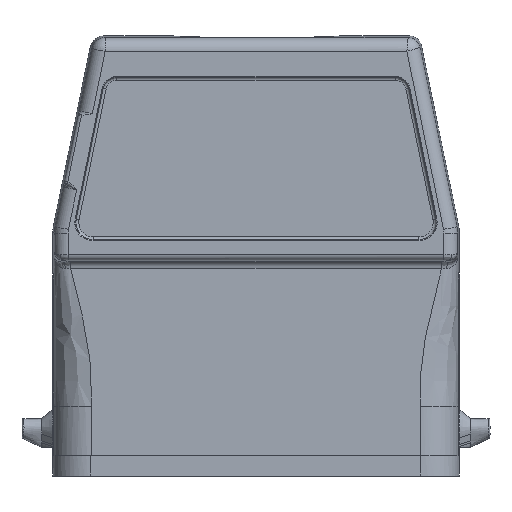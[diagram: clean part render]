
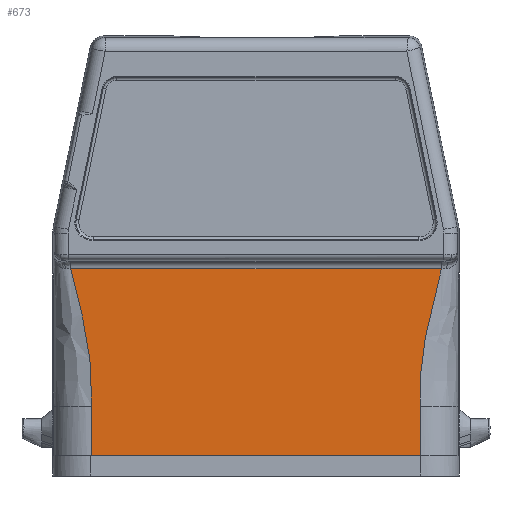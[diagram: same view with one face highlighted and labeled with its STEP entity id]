
A CAD part, front view. The second image highlights one B-rep face of the part: STEP entity #673.
In plain terms, the highlighted planar face has unit normal (0, -1, 0).
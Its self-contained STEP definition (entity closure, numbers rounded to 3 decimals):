
#673=ADVANCED_FACE('',(#1113),#934,.T.);
#934=PLANE('',#5888);
#1113=FACE_OUTER_BOUND('',#1449,.T.);
#1449=EDGE_LOOP('',(#2761,#2762,#2763,#2764,#2765,#2766));
#1847=B_SPLINE_CURVE_WITH_KNOTS('',3,(#10225,#10226,#10227,#10228,#10229,
#10230,#10231,#10232),.UNSPECIFIED.,.F.,.F.,(4,2,2,4),(0.,0.5,0.75,1.),
 .UNSPECIFIED.);
#1848=B_SPLINE_CURVE_WITH_KNOTS('',3,(#10237,#10238,#10239,#10240,#10241,
#10242,#10243),.UNSPECIFIED.,.F.,.F.,(4,1,1,1,4),(0.,0.246,
0.494,0.626,1.),.UNSPECIFIED.);
#2761=ORIENTED_EDGE('',*,*,#4730,.F.);
#2762=ORIENTED_EDGE('',*,*,#4731,.T.);
#2763=ORIENTED_EDGE('',*,*,#4732,.F.);
#2764=ORIENTED_EDGE('',*,*,#4727,.T.);
#2765=ORIENTED_EDGE('',*,*,#4448,.T.);
#2766=ORIENTED_EDGE('',*,*,#4733,.T.);
#3913=VERTEX_POINT('',#7850);
#3914=VERTEX_POINT('',#7852);
#4096=VERTEX_POINT('',#10216);
#4097=VERTEX_POINT('',#10233);
#4098=VERTEX_POINT('',#10234);
#4099=VERTEX_POINT('',#10236);
#4448=EDGE_CURVE('',#3914,#3913,#5223,.T.);
#4727=EDGE_CURVE('',#4096,#3914,#5343,.T.);
#4730=EDGE_CURVE('',#4097,#4098,#1847,.T.);
#4731=EDGE_CURVE('',#4097,#4099,#5344,.T.);
#4732=EDGE_CURVE('',#4096,#4099,#1848,.T.);
#4733=EDGE_CURVE('',#3913,#4098,#5345,.T.);
#5223=LINE('',#7851,#5510);
#5343=LINE('',#10215,#5630);
#5344=LINE('',#10235,#5631);
#5345=LINE('',#10244,#5632);
#5510=VECTOR('',#6230,1.);
#5630=VECTOR('',#6557,1.);
#5631=VECTOR('',#6562,1.);
#5632=VECTOR('',#6563,1.);
#5888=AXIS2_PLACEMENT_3D('',#10245,#6564,#6565);
#6230=DIRECTION('',(1.,0.,0.));
#6557=DIRECTION('',(0.,0.,-1.));
#6562=DIRECTION('',(-1.,0.,0.));
#6563=DIRECTION('',(0.,0.,1.));
#6564=DIRECTION('',(0.,-1.,0.));
#6565=DIRECTION('',(0.,0.,-1.));
#7850=CARTESIAN_POINT('',(-34.504,-14.6,-0.706));
#7851=CARTESIAN_POINT('',(-84.896,-14.6,-0.706));
#7852=CARTESIAN_POINT('',(-84.896,-14.6,-0.706));
#10215=CARTESIAN_POINT('',(-84.896,-14.6,6.903));
#10216=CARTESIAN_POINT('',(-84.896,-14.6,6.903));
#10225=CARTESIAN_POINT('',(-31.246,-14.6,27.937));
#10226=CARTESIAN_POINT('',(-32.206,-14.6,24.432));
#10227=CARTESIAN_POINT('',(-33.11,-14.6,20.926));
#10228=CARTESIAN_POINT('',(-34.027,-14.6,15.667));
#10229=CARTESIAN_POINT('',(-34.259,-14.6,13.914));
#10230=CARTESIAN_POINT('',(-34.52,-14.6,10.409));
#10231=CARTESIAN_POINT('',(-34.504,-14.6,8.656));
#10232=CARTESIAN_POINT('',(-34.504,-14.6,6.903));
#10233=CARTESIAN_POINT('',(-31.246,-14.6,27.937));
#10234=CARTESIAN_POINT('',(-34.504,-14.6,6.903));
#10235=CARTESIAN_POINT('',(-31.246,-14.6,27.937));
#10236=CARTESIAN_POINT('',(-88.154,-14.6,27.937));
#10237=CARTESIAN_POINT('',(-84.896,-14.6,6.903));
#10238=CARTESIAN_POINT('',(-84.894,-14.6,8.658));
#10239=CARTESIAN_POINT('',(-84.89,-14.6,12.182));
#10240=CARTESIAN_POINT('',(-85.501,-14.6,16.61));
#10241=CARTESIAN_POINT('',(-86.531,-14.6,21.88));
#10242=CARTESIAN_POINT('',(-87.464,-14.6,25.361));
#10243=CARTESIAN_POINT('',(-88.154,-14.6,27.937));
#10244=CARTESIAN_POINT('',(-34.504,-14.6,-0.706));
#10245=CARTESIAN_POINT('',(-154.957,-14.6,99.998));
